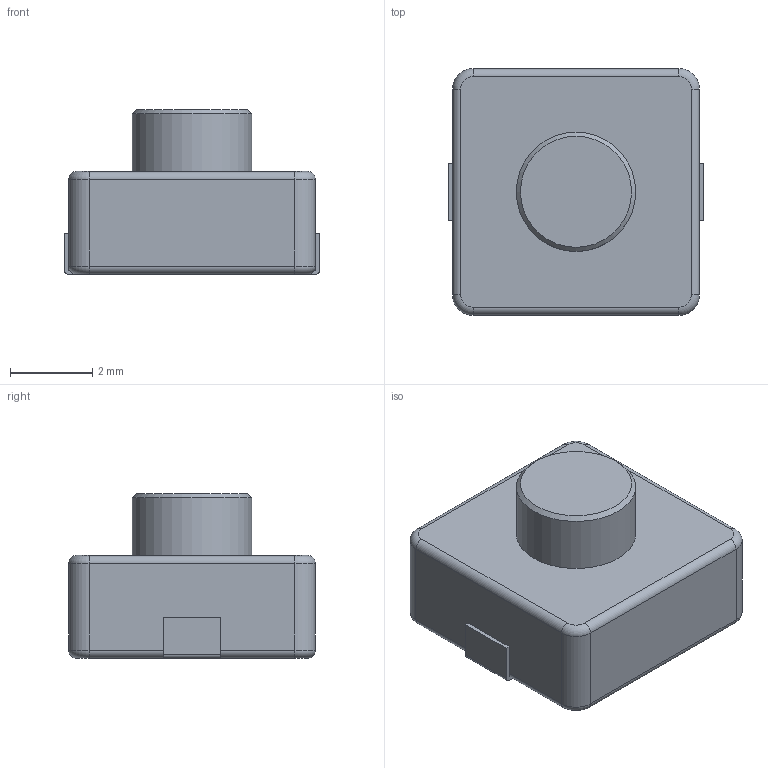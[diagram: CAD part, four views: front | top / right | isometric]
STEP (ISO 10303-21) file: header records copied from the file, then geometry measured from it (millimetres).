
FILE_DESCRIPTION(/* description */ (''),/* implementation_level */ '2;1');
FILE_NAME(/* name */ 'Button-EVPCD.step',/* time_stamp */ '2026-03-01T04:18:36+01:00',/* author */ (''),/* organization */ (''),/* preprocessor_version */ 'ST-DEVELOPER v20.1',/* originating_system */ 'Autodesk Translation Framework v14.24.0.0',/* authorisation */ '');
FILE_SCHEMA (('AUTOMOTIVE_DESIGN { 1 0 10303 214 3 1 1 }'));
Length unit declared in the file: millimetre
Products named in the file (1): Button-EVPCD
Bounding box: 6.2 x 6 x 4 mm (x, y, z)
Volume: 99.2 mm3; surface area: 164.7 mm2
Topology: 4 solids, 4 shells, 56 faces, 127 edges, 79 vertices
Faces by surface type: plane 32, cylinder 15, torus 8, cone 1
Full cylindrical faces by diameter (mm): 2.9 x1
Entity records: 1609 total; most frequent: DIRECTION 284, CARTESIAN_POINT 263, ORIENTED_EDGE 254, EDGE_CURVE 127, AXIS2_PLACEMENT_3D 100, LINE 84, VECTOR 84, VERTEX_POINT 79
